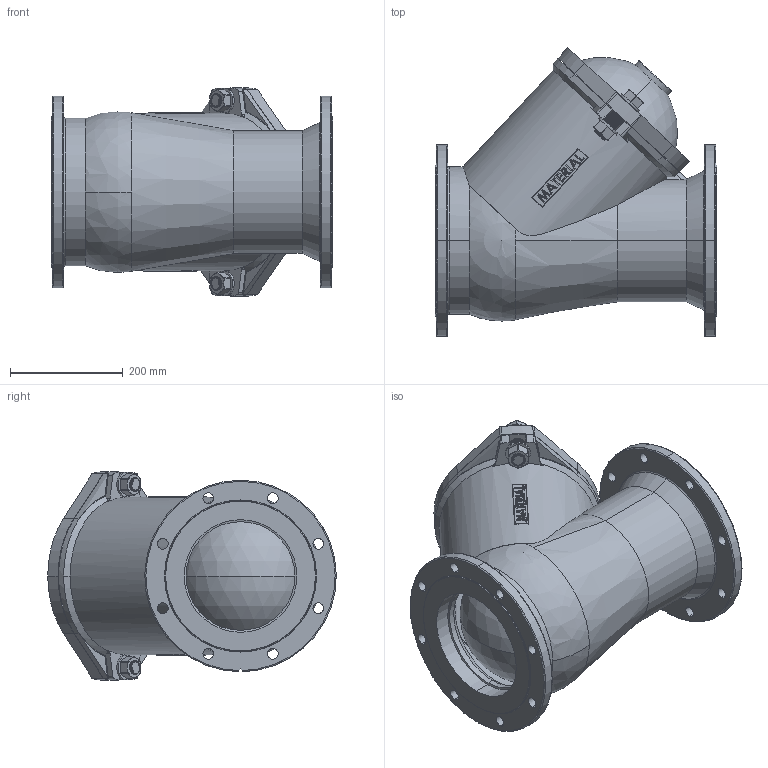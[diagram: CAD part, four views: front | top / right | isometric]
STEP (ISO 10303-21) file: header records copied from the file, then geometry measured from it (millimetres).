
FILE_DESCRIPTION (( 'STEP AP203' ), '1' );
FILE_NAME ('BALL CV FLANGED DN 200 ANSI150.STEP', '2019-10-28T15:39:39', ( '' ), ( '' ), 'SwSTEP 2.0', 'SolidWorks 2018', '' );
FILE_SCHEMA (( 'CONFIG_CONTROL_DESIGN' ));
Length unit declared in the file: millimetre
Products named in the file (1): BALL CV FLANGED DN 200 ANSI150
Bounding box: 500 x 512.23 x 369.52 mm (x, y, z)
Volume: 16468665.5 mm3; surface area: 1668679.2 mm2
Topology: 8 solids, 8 shells, 773 faces, 2058 edges, 1325 vertices
Faces by surface type: cylinder 429, plane 166, torus 78, bspline 58, cone 30, sphere 12
Entity records: 44967 total; most frequent: CARTESIAN_POINT 27409, ORIENTED_EDGE 4058, DIRECTION 3245, EDGE_CURVE 2029, VERTEX_POINT 1312, AXIS2_PLACEMENT_3D 1220, EDGE_LOOP 855, LINE 805
